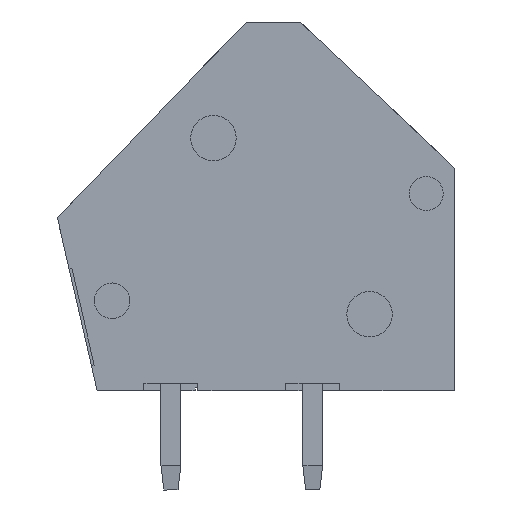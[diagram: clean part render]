
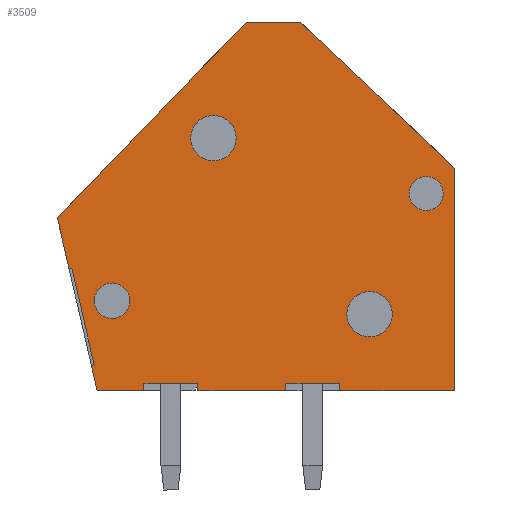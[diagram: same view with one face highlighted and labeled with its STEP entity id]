
A CAD part, left-side view. The second image highlights one B-rep face of the part: STEP entity #3509.
In plain terms, the highlighted planar face has unit normal (-1, 0, 0).
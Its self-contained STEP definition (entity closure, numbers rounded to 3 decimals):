
#137=CIRCLE('',#3756,0.625);
#138=CIRCLE('',#3757,0.8);
#139=CIRCLE('',#3758,0.8);
#140=CIRCLE('',#3759,0.6);
#287=ORIENTED_EDGE('',*,*,#1292,.T.);
#288=ORIENTED_EDGE('',*,*,#1293,.T.);
#289=ORIENTED_EDGE('',*,*,#1294,.T.);
#290=ORIENTED_EDGE('',*,*,#1295,.T.);
#291=ORIENTED_EDGE('',*,*,#1296,.T.);
#292=ORIENTED_EDGE('',*,*,#1297,.T.);
#293=ORIENTED_EDGE('',*,*,#1298,.T.);
#294=ORIENTED_EDGE('',*,*,#1299,.T.);
#295=ORIENTED_EDGE('',*,*,#1300,.T.);
#296=ORIENTED_EDGE('',*,*,#1301,.F.);
#297=ORIENTED_EDGE('',*,*,#1302,.F.);
#298=ORIENTED_EDGE('',*,*,#1303,.F.);
#299=ORIENTED_EDGE('',*,*,#1304,.T.);
#300=ORIENTED_EDGE('',*,*,#1305,.T.);
#301=ORIENTED_EDGE('',*,*,#1306,.T.);
#302=ORIENTED_EDGE('',*,*,#1307,.T.);
#303=ORIENTED_EDGE('',*,*,#1247,.T.);
#304=ORIENTED_EDGE('',*,*,#1308,.T.);
#305=ORIENTED_EDGE('',*,*,#1309,.T.);
#306=ORIENTED_EDGE('',*,*,#1310,.T.);
#307=ORIENTED_EDGE('',*,*,#1311,.T.);
#308=ORIENTED_EDGE('',*,*,#1312,.T.);
#1247=EDGE_CURVE('',#1753,#1754,#2092,.T.);
#1292=EDGE_CURVE('',#1791,#1791,#137,.T.);
#1293=EDGE_CURVE('',#1792,#1792,#138,.T.);
#1294=EDGE_CURVE('',#1793,#1793,#139,.T.);
#1295=EDGE_CURVE('',#1794,#1794,#140,.T.);
#1296=EDGE_CURVE('',#1795,#1796,#2134,.T.);
#1297=EDGE_CURVE('',#1796,#1797,#2135,.T.);
#1298=EDGE_CURVE('',#1797,#1798,#2136,.T.);
#1299=EDGE_CURVE('',#1798,#1799,#2137,.T.);
#1300=EDGE_CURVE('',#1799,#1800,#2138,.T.);
#1301=EDGE_CURVE('',#1801,#1800,#2139,.T.);
#1302=EDGE_CURVE('',#1802,#1801,#2140,.T.);
#1303=EDGE_CURVE('',#1803,#1802,#2141,.T.);
#1304=EDGE_CURVE('',#1803,#1804,#2142,.T.);
#1305=EDGE_CURVE('',#1804,#1805,#2143,.T.);
#1306=EDGE_CURVE('',#1805,#1806,#2144,.T.);
#1307=EDGE_CURVE('',#1806,#1753,#2145,.T.);
#1308=EDGE_CURVE('',#1754,#1807,#2146,.T.);
#1309=EDGE_CURVE('',#1807,#1808,#2147,.T.);
#1310=EDGE_CURVE('',#1808,#1809,#2148,.T.);
#1311=EDGE_CURVE('',#1809,#1810,#2149,.T.);
#1312=EDGE_CURVE('',#1810,#1795,#2150,.T.);
#1753=VERTEX_POINT('',#5065);
#1754=VERTEX_POINT('',#5066);
#1791=VERTEX_POINT('',#5156);
#1792=VERTEX_POINT('',#5158);
#1793=VERTEX_POINT('',#5160);
#1794=VERTEX_POINT('',#5162);
#1795=VERTEX_POINT('',#5164);
#1796=VERTEX_POINT('',#5165);
#1797=VERTEX_POINT('',#5167);
#1798=VERTEX_POINT('',#5169);
#1799=VERTEX_POINT('',#5171);
#1800=VERTEX_POINT('',#5173);
#1801=VERTEX_POINT('',#5175);
#1802=VERTEX_POINT('',#5177);
#1803=VERTEX_POINT('',#5179);
#1804=VERTEX_POINT('',#5181);
#1805=VERTEX_POINT('',#5183);
#1806=VERTEX_POINT('',#5185);
#1807=VERTEX_POINT('',#5188);
#1808=VERTEX_POINT('',#5190);
#1809=VERTEX_POINT('',#5192);
#1810=VERTEX_POINT('',#5194);
#2092=LINE('',#5064,#2501);
#2134=LINE('',#5163,#2543);
#2135=LINE('',#5166,#2544);
#2136=LINE('',#5168,#2545);
#2137=LINE('',#5170,#2546);
#2138=LINE('',#5172,#2547);
#2139=LINE('',#5174,#2548);
#2140=LINE('',#5176,#2549);
#2141=LINE('',#5178,#2550);
#2142=LINE('',#5180,#2551);
#2143=LINE('',#5182,#2552);
#2144=LINE('',#5184,#2553);
#2145=LINE('',#5186,#2554);
#2146=LINE('',#5187,#2555);
#2147=LINE('',#5189,#2556);
#2148=LINE('',#5191,#2557);
#2149=LINE('',#5193,#2558);
#2150=LINE('',#5195,#2559);
#2501=VECTOR('',#4054,1000.);
#2543=VECTOR('',#4126,1000.);
#2544=VECTOR('',#4127,1000.);
#2545=VECTOR('',#4128,1000.);
#2546=VECTOR('',#4129,1000.);
#2547=VECTOR('',#4130,1000.);
#2548=VECTOR('',#4131,1000.);
#2549=VECTOR('',#4132,1000.);
#2550=VECTOR('',#4133,1000.);
#2551=VECTOR('',#4134,1000.);
#2552=VECTOR('',#4135,1000.);
#2553=VECTOR('',#4136,1000.);
#2554=VECTOR('',#4137,1000.);
#2555=VECTOR('',#4138,1000.);
#2556=VECTOR('',#4139,1000.);
#2557=VECTOR('',#4140,1000.);
#2558=VECTOR('',#4141,1000.);
#2559=VECTOR('',#4142,1000.);
#2914=EDGE_LOOP('',(#287));
#2915=EDGE_LOOP('',(#288));
#2916=EDGE_LOOP('',(#289));
#2917=EDGE_LOOP('',(#290));
#2918=EDGE_LOOP('',(#291,#292,#293,#294,#295,#296,#297,#298,#299,#300,#301,
#302,#303,#304,#305,#306,#307,#308));
#3141=FACE_BOUND('',#2914,.T.);
#3142=FACE_BOUND('',#2915,.T.);
#3143=FACE_BOUND('',#2916,.T.);
#3144=FACE_BOUND('',#2917,.T.);
#3145=FACE_BOUND('',#2918,.T.);
#3364=PLANE('',#3755);
#3509=ADVANCED_FACE('',(#3141,#3142,#3143,#3144,#3145),#3364,.T.);
#3755=AXIS2_PLACEMENT_3D('',#5154,#4116,#4117);
#3756=AXIS2_PLACEMENT_3D('',#5155,#4118,#4119);
#3757=AXIS2_PLACEMENT_3D('',#5157,#4120,#4121);
#3758=AXIS2_PLACEMENT_3D('',#5159,#4122,#4123);
#3759=AXIS2_PLACEMENT_3D('',#5161,#4124,#4125);
#4054=DIRECTION('',(0.,0.693,-0.72));
#4116=DIRECTION('',(-1.,0.,0.));
#4117=DIRECTION('',(0.,0.,1.));
#4118=DIRECTION('',(1.,0.,0.));
#4119=DIRECTION('',(0.,-1.,0.));
#4120=DIRECTION('',(1.,0.,0.));
#4121=DIRECTION('',(0.,-1.,0.));
#4122=DIRECTION('',(1.,0.,0.));
#4123=DIRECTION('',(0.,-1.,0.));
#4124=DIRECTION('',(1.,0.,0.));
#4125=DIRECTION('',(0.,-1.,0.));
#4126=DIRECTION('',(0.,-1.,0.));
#4127=DIRECTION('',(0.,0.,1.));
#4128=DIRECTION('',(0.,-1.,0.));
#4129=DIRECTION('',(0.,0.,-1.));
#4130=DIRECTION('',(0.,-1.,0.));
#4131=DIRECTION('',(0.,0.,-1.));
#4132=DIRECTION('',(0.,1.,0.));
#4133=DIRECTION('',(0.,0.,1.));
#4134=DIRECTION('',(0.,-1.,0.));
#4135=DIRECTION('',(0.,0.,1.));
#4136=DIRECTION('',(0.,0.727,0.687));
#4137=DIRECTION('',(0.,1.,0.));
#4138=DIRECTION('',(0.,-0.224,-0.975));
#4139=DIRECTION('',(0.,-0.975,0.224));
#4140=DIRECTION('',(0.,-0.224,-0.975));
#4141=DIRECTION('',(0.,0.975,-0.224));
#4142=DIRECTION('',(0.,-0.224,-0.975));
#5064=CARTESIAN_POINT('',(-2.5,1.05,9.075));
#5065=CARTESIAN_POINT('',(-2.5,1.05,9.075));
#5066=CARTESIAN_POINT('',(-2.5,7.7,2.166));
#5154=CARTESIAN_POINT('',(-2.5,0.,0.));
#5155=CARTESIAN_POINT('',(-2.5,5.775,-0.75));
#5156=CARTESIAN_POINT('',(-2.5,5.15,-0.75));
#5157=CARTESIAN_POINT('',(-2.5,2.2,4.981));
#5158=CARTESIAN_POINT('',(-2.5,1.4,4.981));
#5159=CARTESIAN_POINT('',(-2.5,-3.304,-1.23));
#5160=CARTESIAN_POINT('',(-2.5,-4.104,-1.23));
#5161=CARTESIAN_POINT('',(-2.5,-5.3,3.025));
#5162=CARTESIAN_POINT('',(-2.5,-5.9,3.025));
#5163=CARTESIAN_POINT('',(-2.5,6.3,-3.925));
#5164=CARTESIAN_POINT('',(-2.5,6.3,-3.925));
#5165=CARTESIAN_POINT('',(-2.5,4.65,-3.925));
#5166=CARTESIAN_POINT('',(-2.5,4.65,0.));
#5167=CARTESIAN_POINT('',(-2.5,4.65,-3.675));
#5168=CARTESIAN_POINT('',(-2.5,0.,-3.675));
#5169=CARTESIAN_POINT('',(-2.5,2.75,-3.675));
#5170=CARTESIAN_POINT('',(-2.5,2.75,0.));
#5171=CARTESIAN_POINT('',(-2.5,2.75,-3.925));
#5172=CARTESIAN_POINT('',(-2.5,6.3,-3.925));
#5173=CARTESIAN_POINT('',(-2.5,-0.35,-3.925));
#5174=CARTESIAN_POINT('',(-2.5,-0.35,0.));
#5175=CARTESIAN_POINT('',(-2.5,-0.35,-3.675));
#5176=CARTESIAN_POINT('',(-2.5,0.,-3.675));
#5177=CARTESIAN_POINT('',(-2.5,-2.25,-3.675));
#5178=CARTESIAN_POINT('',(-2.5,-2.25,0.));
#5179=CARTESIAN_POINT('',(-2.5,-2.25,-3.925));
#5180=CARTESIAN_POINT('',(-2.5,6.3,-3.925));
#5181=CARTESIAN_POINT('',(-2.5,-6.3,-3.925));
#5182=CARTESIAN_POINT('',(-2.5,-6.3,-3.925));
#5183=CARTESIAN_POINT('',(-2.5,-6.3,3.925));
#5184=CARTESIAN_POINT('',(-2.5,-6.3,3.925));
#5185=CARTESIAN_POINT('',(-2.5,-0.85,9.075));
#5186=CARTESIAN_POINT('',(-2.5,-0.85,9.075));
#5187=CARTESIAN_POINT('',(-2.5,7.7,2.166));
#5188=CARTESIAN_POINT('',(-2.5,7.286,0.363));
#5189=CARTESIAN_POINT('',(-2.5,7.286,0.363));
#5190=CARTESIAN_POINT('',(-2.5,7.188,0.386));
#5191=CARTESIAN_POINT('',(-2.5,7.188,0.386));
#5192=CARTESIAN_POINT('',(-2.5,6.404,-3.025));
#5193=CARTESIAN_POINT('',(-2.5,6.404,-3.025));
#5194=CARTESIAN_POINT('',(-2.5,6.502,-3.048));
#5195=CARTESIAN_POINT('',(-2.5,6.502,-3.048));
